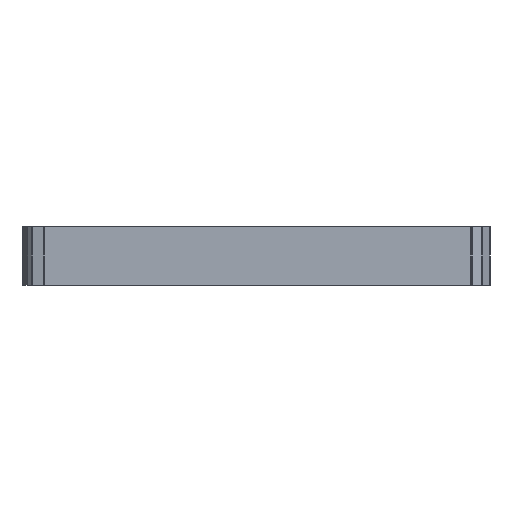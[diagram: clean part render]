
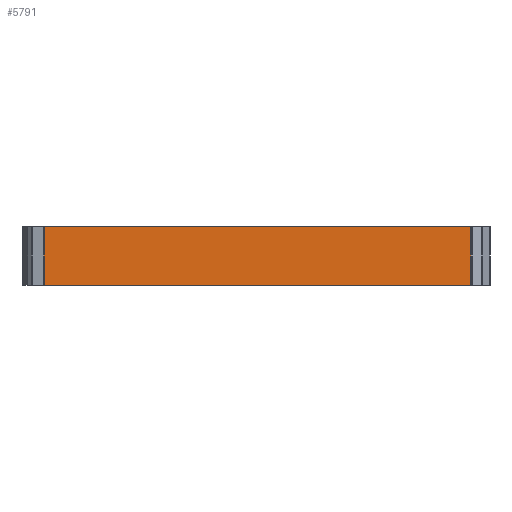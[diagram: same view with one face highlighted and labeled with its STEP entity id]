
A CAD part, left-side view. The second image highlights one B-rep face of the part: STEP entity #5791.
In plain terms, the highlighted free-form (B-spline) face has degree [1, 1] with [2, 2] control points.
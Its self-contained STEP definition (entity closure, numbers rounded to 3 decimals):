
#67 = B_SPLINE_SURFACE_WITH_KNOTS('',1,1,(
    (#68,#69)
    ,(#70,#71
    )),.UNSPECIFIED.,.F.,.F.,.F.,(2,2),(2,2),(-5865.389,
    5835.478),(-1898.806,1905.249),
  .PIECEWISE_BEZIER_KNOTS.);
#68 = CARTESIAN_POINT('',(301.025,9.283,12.
    ));
#69 = CARTESIAN_POINT('',(301.025,105.906,
    12.));
#70 = CARTESIAN_POINT('',(3.822,9.283,12.)
  );
#71 = CARTESIAN_POINT('',(3.822,105.906,12.
    ));
#115 = B_SPLINE_SURFACE_WITH_KNOTS('',1,1,(
    (#116,#117)
    ,(#118,#119
    )),.UNSPECIFIED.,.F.,.F.,.F.,(2,2),(2,2),(-5865.389,
    5835.478),(-1898.806,1905.249),
  .PIECEWISE_BEZIER_KNOTS.);
#116 = CARTESIAN_POINT('',(301.025,9.283,0.));
#117 = CARTESIAN_POINT('',(301.025,105.906,0.));
#118 = CARTESIAN_POINT('',(3.822,9.283,0.));
#119 = CARTESIAN_POINT('',(3.822,105.906,0.));
#361 = VERTEX_POINT('',#362);
#362 = CARTESIAN_POINT('',(3.822,13.208,0.));
#374 = B_SPLINE_SURFACE_WITH_KNOTS('',1,1,(
    (#375,#376)
    ,(#377,#378
    )),.UNSPECIFIED.,.F.,.F.,.F.,(2,2),(2,2),(0.,1.992),(
    -472.441,0.),.PIECEWISE_BEZIER_KNOTS.);
#375 = CARTESIAN_POINT('',(3.824,13.157,
    12.));
#376 = CARTESIAN_POINT('',(3.824,13.157,0.));
#377 = CARTESIAN_POINT('',(3.822,13.208,
    12.));
#378 = CARTESIAN_POINT('',(3.822,13.208,0.));
#385 = EDGE_CURVE('',#361,#386,#388,.T.);
#386 = VERTEX_POINT('',#387);
#387 = CARTESIAN_POINT('',(3.822,101.346,0.));
#388 = SURFACE_CURVE('',#389,(#392,#398),.PCURVE_S1.);
#389 = B_SPLINE_CURVE_WITH_KNOTS('',1,(#390,#391),.UNSPECIFIED.,.F.,.F.,
  (2,2),(0.,3470.),.PIECEWISE_BEZIER_KNOTS.);
#390 = CARTESIAN_POINT('',(3.822,13.208,0.));
#391 = CARTESIAN_POINT('',(3.822,101.346,0.));
#392 = PCURVE('',#115,#393);
#393 = DEFINITIONAL_REPRESENTATION('',(#394),#397);
#394 = B_SPLINE_CURVE_WITH_KNOTS('',1,(#395,#396),.UNSPECIFIED.,.F.,.F.,
  (2,2),(0.,3470.),.PIECEWISE_BEZIER_KNOTS.);
#395 = CARTESIAN_POINT('',(5835.478,-1744.279));
#396 = CARTESIAN_POINT('',(5835.478,1725.721));
#397 = ( GEOMETRIC_REPRESENTATION_CONTEXT(2) 
PARAMETRIC_REPRESENTATION_CONTEXT() REPRESENTATION_CONTEXT('2D SPACE',''
  ) );
#398 = PCURVE('',#399,#404);
#399 = B_SPLINE_SURFACE_WITH_KNOTS('',1,1,(
    (#400,#401)
    ,(#402,#403
    )),.UNSPECIFIED.,.F.,.F.,.F.,(2,2),(2,2),(0.,3470.),(-472.441,0.
    ),.PIECEWISE_BEZIER_KNOTS.);
#400 = CARTESIAN_POINT('',(3.822,13.208,
    12.));
#401 = CARTESIAN_POINT('',(3.822,13.208,0.));
#402 = CARTESIAN_POINT('',(3.822,101.346,12.
    ));
#403 = CARTESIAN_POINT('',(3.822,101.346,0.));
#404 = DEFINITIONAL_REPRESENTATION('',(#405),#408);
#405 = B_SPLINE_CURVE_WITH_KNOTS('',1,(#406,#407),.UNSPECIFIED.,.F.,.F.,
  (2,2),(0.,3470.),.PIECEWISE_BEZIER_KNOTS.);
#406 = CARTESIAN_POINT('',(0.,0.));
#407 = CARTESIAN_POINT('',(3470.,0.));
#408 = ( GEOMETRIC_REPRESENTATION_CONTEXT(2) 
PARAMETRIC_REPRESENTATION_CONTEXT() REPRESENTATION_CONTEXT('2D SPACE',''
  ) );
#424 = B_SPLINE_SURFACE_WITH_KNOTS('',1,1,(
    (#425,#426)
    ,(#427,#428
    )),.UNSPECIFIED.,.F.,.F.,.F.,(2,2),(2,2),(0.,1.719),(
    -472.441,0.),.PIECEWISE_BEZIER_KNOTS.);
#425 = CARTESIAN_POINT('',(3.822,101.346,12.
    ));
#426 = CARTESIAN_POINT('',(3.822,101.346,0.));
#427 = CARTESIAN_POINT('',(3.823,101.39,
    12.));
#428 = CARTESIAN_POINT('',(3.823,101.39,0.));
#3091 = VERTEX_POINT('',#3092);
#3092 = CARTESIAN_POINT('',(3.822,13.208,
    12.));
#3110 = EDGE_CURVE('',#3091,#3111,#3113,.T.);
#3111 = VERTEX_POINT('',#3112);
#3112 = CARTESIAN_POINT('',(3.822,101.346,
    12.));
#3113 = SURFACE_CURVE('',#3114,(#3117,#3123),.PCURVE_S1.);
#3114 = B_SPLINE_CURVE_WITH_KNOTS('',1,(#3115,#3116),.UNSPECIFIED.,.F.,
  .F.,(2,2),(0.,3470.),.PIECEWISE_BEZIER_KNOTS.);
#3115 = CARTESIAN_POINT('',(3.822,13.208,
    12.));
#3116 = CARTESIAN_POINT('',(3.822,101.346,
    12.));
#3117 = PCURVE('',#67,#3118);
#3118 = DEFINITIONAL_REPRESENTATION('',(#3119),#3122);
#3119 = B_SPLINE_CURVE_WITH_KNOTS('',1,(#3120,#3121),.UNSPECIFIED.,.F.,
  .F.,(2,2),(0.,3470.),.PIECEWISE_BEZIER_KNOTS.);
#3120 = CARTESIAN_POINT('',(5835.478,-1744.279));
#3121 = CARTESIAN_POINT('',(5835.478,1725.721));
#3122 = ( GEOMETRIC_REPRESENTATION_CONTEXT(2) 
PARAMETRIC_REPRESENTATION_CONTEXT() REPRESENTATION_CONTEXT('2D SPACE',''
  ) );
#3123 = PCURVE('',#399,#3124);
#3124 = DEFINITIONAL_REPRESENTATION('',(#3125),#3128);
#3125 = B_SPLINE_CURVE_WITH_KNOTS('',1,(#3126,#3127),.UNSPECIFIED.,.F.,
  .F.,(2,2),(0.,3470.),.PIECEWISE_BEZIER_KNOTS.);
#3126 = CARTESIAN_POINT('',(0.,-472.441));
#3127 = CARTESIAN_POINT('',(3470.,-472.441));
#3128 = ( GEOMETRIC_REPRESENTATION_CONTEXT(2) 
PARAMETRIC_REPRESENTATION_CONTEXT() REPRESENTATION_CONTEXT('2D SPACE',''
  ) );
#5773 = EDGE_CURVE('',#361,#3091,#5774,.T.);
#5774 = SURFACE_CURVE('',#5775,(#5778,#5784),.PCURVE_S1.);
#5775 = B_SPLINE_CURVE_WITH_KNOTS('',1,(#5776,#5777),.UNSPECIFIED.,.F.,
  .F.,(2,2),(0.,472.441),.PIECEWISE_BEZIER_KNOTS.);
#5776 = CARTESIAN_POINT('',(3.822,13.208,0.));
#5777 = CARTESIAN_POINT('',(3.822,13.208,
    12.));
#5778 = PCURVE('',#374,#5779);
#5779 = DEFINITIONAL_REPRESENTATION('',(#5780),#5783);
#5780 = B_SPLINE_CURVE_WITH_KNOTS('',1,(#5781,#5782),.UNSPECIFIED.,.F.,
  .F.,(2,2),(0.,472.441),.PIECEWISE_BEZIER_KNOTS.);
#5781 = CARTESIAN_POINT('',(1.992,0.));
#5782 = CARTESIAN_POINT('',(1.992,-472.441));
#5783 = ( GEOMETRIC_REPRESENTATION_CONTEXT(2) 
PARAMETRIC_REPRESENTATION_CONTEXT() REPRESENTATION_CONTEXT('2D SPACE',''
  ) );
#5784 = PCURVE('',#399,#5785);
#5785 = DEFINITIONAL_REPRESENTATION('',(#5786),#5789);
#5786 = B_SPLINE_CURVE_WITH_KNOTS('',1,(#5787,#5788),.UNSPECIFIED.,.F.,
  .F.,(2,2),(0.,472.441),.PIECEWISE_BEZIER_KNOTS.);
#5787 = CARTESIAN_POINT('',(0.,0.));
#5788 = CARTESIAN_POINT('',(0.,-472.441));
#5789 = ( GEOMETRIC_REPRESENTATION_CONTEXT(2) 
PARAMETRIC_REPRESENTATION_CONTEXT() REPRESENTATION_CONTEXT('2D SPACE',''
  ) );
#5791 = ADVANCED_FACE('',(#5792),#399,.T.);
#5792 = FACE_BOUND('',#5793,.T.);
#5793 = EDGE_LOOP('',(#5794,#5795,#5796,#5814));
#5794 = ORIENTED_EDGE('',*,*,#5773,.T.);
#5795 = ORIENTED_EDGE('',*,*,#3110,.T.);
#5796 = ORIENTED_EDGE('',*,*,#5797,.F.);
#5797 = EDGE_CURVE('',#386,#3111,#5798,.T.);
#5798 = SURFACE_CURVE('',#5799,(#5802,#5808),.PCURVE_S1.);
#5799 = B_SPLINE_CURVE_WITH_KNOTS('',1,(#5800,#5801),.UNSPECIFIED.,.F.,
  .F.,(2,2),(0.,472.441),.PIECEWISE_BEZIER_KNOTS.);
#5800 = CARTESIAN_POINT('',(3.822,101.346,0.));
#5801 = CARTESIAN_POINT('',(3.822,101.346,
    12.));
#5802 = PCURVE('',#399,#5803);
#5803 = DEFINITIONAL_REPRESENTATION('',(#5804),#5807);
#5804 = B_SPLINE_CURVE_WITH_KNOTS('',1,(#5805,#5806),.UNSPECIFIED.,.F.,
  .F.,(2,2),(0.,472.441),.PIECEWISE_BEZIER_KNOTS.);
#5805 = CARTESIAN_POINT('',(3470.,0.));
#5806 = CARTESIAN_POINT('',(3470.,-472.441));
#5807 = ( GEOMETRIC_REPRESENTATION_CONTEXT(2) 
PARAMETRIC_REPRESENTATION_CONTEXT() REPRESENTATION_CONTEXT('2D SPACE',''
  ) );
#5808 = PCURVE('',#424,#5809);
#5809 = DEFINITIONAL_REPRESENTATION('',(#5810),#5813);
#5810 = B_SPLINE_CURVE_WITH_KNOTS('',1,(#5811,#5812),.UNSPECIFIED.,.F.,
  .F.,(2,2),(0.,472.441),.PIECEWISE_BEZIER_KNOTS.);
#5811 = CARTESIAN_POINT('',(0.,0.));
#5812 = CARTESIAN_POINT('',(0.,-472.441));
#5813 = ( GEOMETRIC_REPRESENTATION_CONTEXT(2) 
PARAMETRIC_REPRESENTATION_CONTEXT() REPRESENTATION_CONTEXT('2D SPACE',''
  ) );
#5814 = ORIENTED_EDGE('',*,*,#385,.F.);
